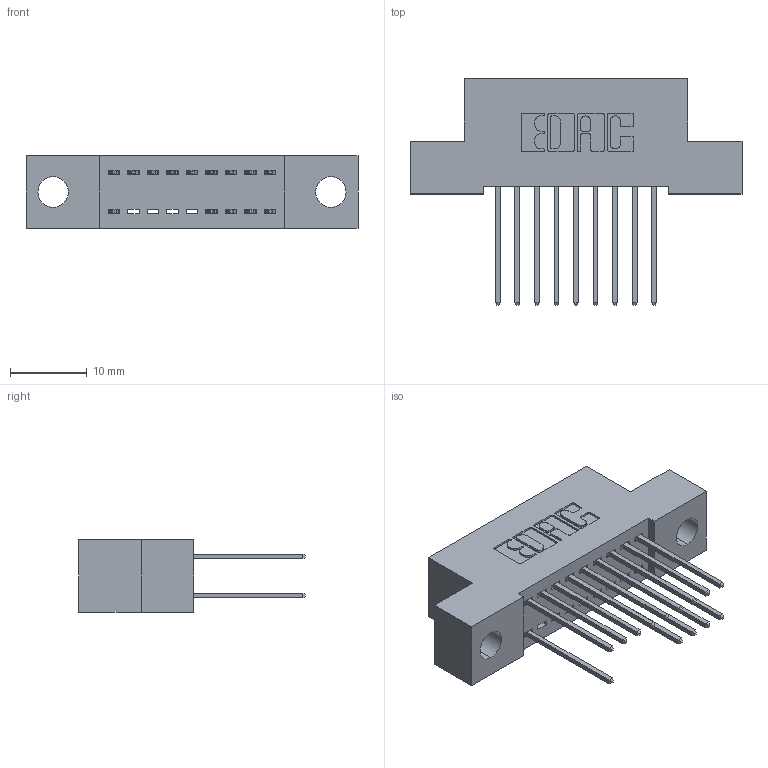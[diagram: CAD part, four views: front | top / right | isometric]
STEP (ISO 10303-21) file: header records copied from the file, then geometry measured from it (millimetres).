
FILE_DESCRIPTION (( 'STEP AP203' ), '1' );
FILE_NAME ('392-018-540-204.STEP', '2018-08-15T04:08:16', ( '' ), ( '' ), 'SwSTEP 2.0', 'SolidWorks 2016', '' );
FILE_SCHEMA (( 'CONFIG_CONTROL_DESIGN' ));
Length unit declared in the file: inch
Products named in the file (3): 345-292-001_345-293-140; 392-018-540-204; 342 Part_.156 TH
Assembly tree (15 placements, depth 2):
  392-018-540-204
    342 Part_.156 TH
    345-292-001_345-293-140  x14
Bounding box: 43.18 x 29.47 x 9.4 mm (x, y, z)
Volume: 3653.6 mm3; surface area: 4995.2 mm2
Topology: 15 solids, 15 shells, 862 faces, 2553 edges, 1682 vertices
Faces by surface type: plane 594, cylinder 268
Entity records: 9819 total; most frequent: CARTESIAN_POINT 1682, ORIENTED_EDGE 1622, DIRECTION 1491, EDGE_CURVE 811, VECTOR 683, LINE 683, VERTEX_POINT 538, AXIS2_PLACEMENT_3D 404
